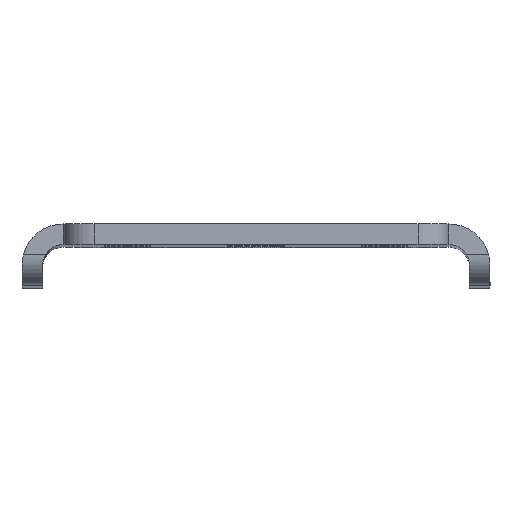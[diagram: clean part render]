
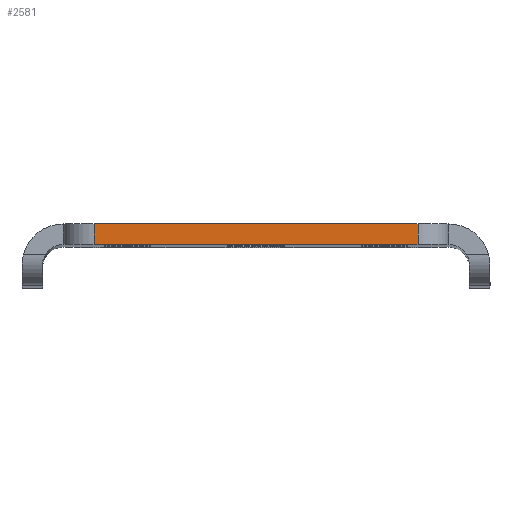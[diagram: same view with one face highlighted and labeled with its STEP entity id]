
A CAD part, top view. The second image highlights one B-rep face of the part: STEP entity #2581.
In plain terms, the highlighted planar face has unit normal (0, 0, 1).
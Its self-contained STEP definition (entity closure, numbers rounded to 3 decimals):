
#1 = LINE ( 'NONE', #935, #2929 ) ;
#61 = CARTESIAN_POINT ( 'NONE',  ( -31.5, 0., 180.5 ) ) ;
#94 = LINE ( 'NONE', #2888, #4402 ) ;
#130 = VERTEX_POINT ( 'NONE', #1757 ) ;
#499 = ORIENTED_EDGE ( 'NONE', *, *, #3023, .F. ) ;
#628 = VECTOR ( 'NONE', #2785, 1000. ) ;
#828 = PLANE ( 'NONE',  #2630 ) ;
#935 = CARTESIAN_POINT ( 'NONE',  ( 45.5, 0., 180.5 ) ) ;
#1011 = DIRECTION ( 'NONE',  ( 0., -1., 0. ) ) ;
#1034 = CARTESIAN_POINT ( 'NONE',  ( 45.5, -4., 180.5 ) ) ;
#1160 = CARTESIAN_POINT ( 'NONE',  ( 45.5, -4., 180.5 ) ) ;
#1231 = EDGE_CURVE ( 'NONE', #130, #3243, #3790, .T. ) ;
#1555 = VECTOR ( 'NONE', #1011, 1000. ) ;
#1567 = DIRECTION ( 'NONE',  ( 0., 1., 0. ) ) ;
#1757 = CARTESIAN_POINT ( 'NONE',  ( -31.5, -4., 180.5 ) ) ;
#1781 = EDGE_LOOP ( 'NONE', ( #499, #4078, #2302, #2573 ) ) ;
#1877 = DIRECTION ( 'NONE',  ( 1., 0., 0. ) ) ;
#2109 = CARTESIAN_POINT ( 'NONE',  ( 31.5, 0., 180.5 ) ) ;
#2287 = EDGE_CURVE ( 'NONE', #3243, #2548, #94, .T. ) ;
#2302 = ORIENTED_EDGE ( 'NONE', *, *, #1231, .T. ) ;
#2484 = CARTESIAN_POINT ( 'NONE',  ( 31.5, -4., 180.5 ) ) ;
#2506 = DIRECTION ( 'NONE',  ( 0., 0., 1. ) ) ;
#2548 = VERTEX_POINT ( 'NONE', #2109 ) ;
#2573 = ORIENTED_EDGE ( 'NONE', *, *, #2287, .T. ) ;
#2581 = ADVANCED_FACE ( 'NONE', ( #2903 ), #828, .T. ) ;
#2630 = AXIS2_PLACEMENT_3D ( 'NONE', #1160, #2506, #1877 ) ;
#2744 = CARTESIAN_POINT ( 'NONE',  ( -31.5, -4., 180.5 ) ) ;
#2785 = DIRECTION ( 'NONE',  ( 1., 0., 0. ) ) ;
#2888 = CARTESIAN_POINT ( 'NONE',  ( 31.5, 0., 180.5 ) ) ;
#2903 = FACE_OUTER_BOUND ( 'NONE', #1781, .T. ) ;
#2929 = VECTOR ( 'NONE', #3002, 1000. ) ;
#3002 = DIRECTION ( 'NONE',  ( 1., 0., 0. ) ) ;
#3023 = EDGE_CURVE ( 'NONE', #3711, #2548, #1, .T. ) ;
#3083 = LINE ( 'NONE', #2744, #1555 ) ;
#3243 = VERTEX_POINT ( 'NONE', #2484 ) ;
#3641 = EDGE_CURVE ( 'NONE', #3711, #130, #3083, .T. ) ;
#3711 = VERTEX_POINT ( 'NONE', #61 ) ;
#3790 = LINE ( 'NONE', #1034, #628 ) ;
#4078 = ORIENTED_EDGE ( 'NONE', *, *, #3641, .T. ) ;
#4402 = VECTOR ( 'NONE', #1567, 1000. ) ;
